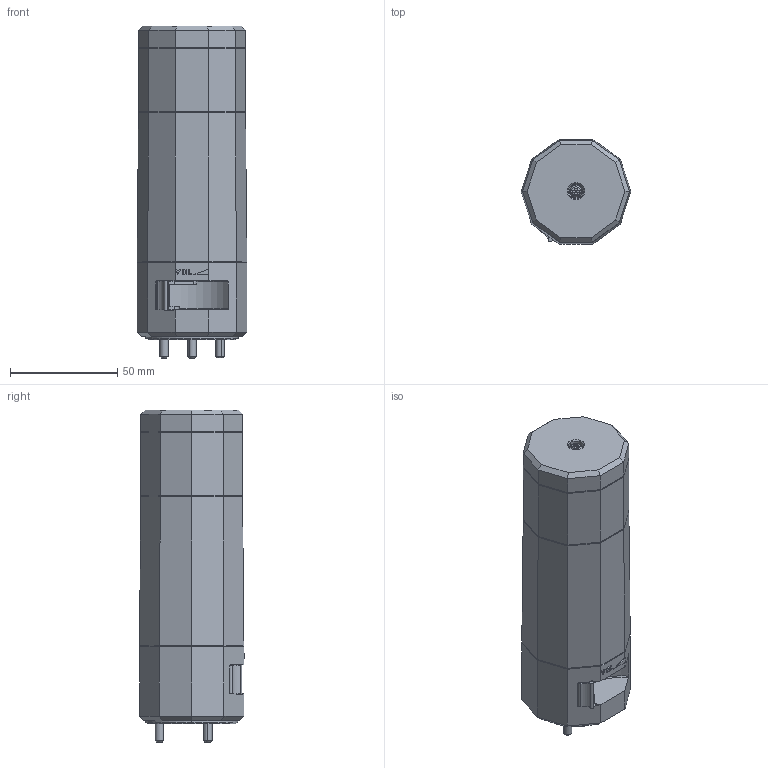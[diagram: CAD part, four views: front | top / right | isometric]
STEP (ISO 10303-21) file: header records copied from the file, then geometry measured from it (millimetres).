
FILE_DESCRIPTION((''),'2;1');
FILE_NAME('NLA50DC-1B6DZ SERIES.stp','2023-12-26T13:22:38',(''),(''),'Mechanical Desktop 2011','Mechanical Desktop 2011',', , ');
FILE_SCHEMA(('CONFIG_CONTROL_DESIGN'));
Length unit declared in the file: millimetre
Products named in the file (1): Product
Bounding box: 51.22 x 49.01 x 155 mm (x, y, z)
Volume: 261634.1 mm3; surface area: 47875.8 mm2
Topology: 19 solids, 19 shells, 598 faces, 1483 edges, 949 vertices
Faces by surface type: plane 357, cylinder 120, bspline 71, cone 40, torus 6, sphere 4
Entity records: 19308 total; most frequent: CARTESIAN_POINT 5178, ORIENTED_EDGE 2962, DIRECTION 2847, EDGE_CURVE 1481, AXIS2_PLACEMENT_3D 950, VERTEX_POINT 949, VECTOR 947, LINE 947
